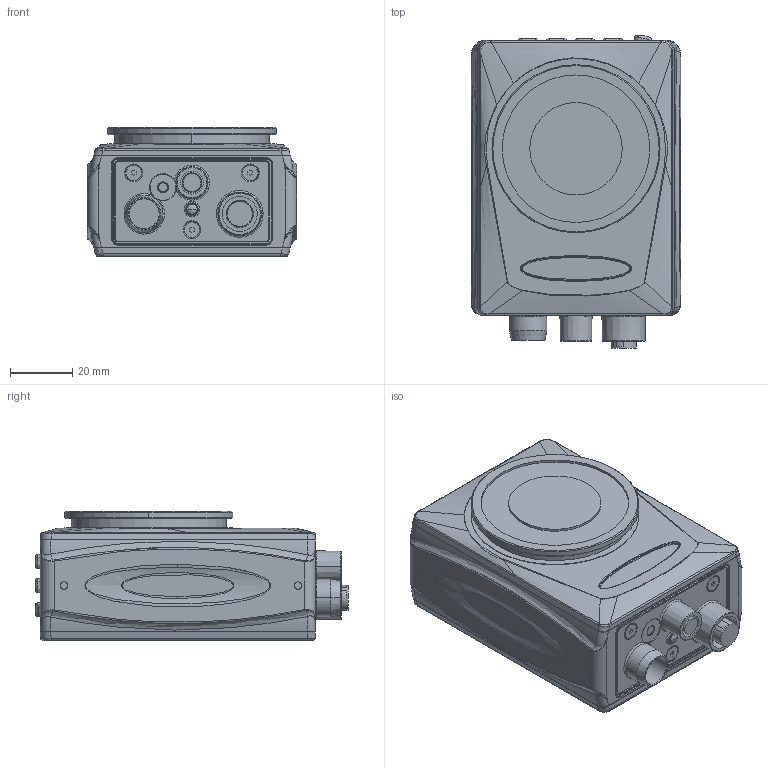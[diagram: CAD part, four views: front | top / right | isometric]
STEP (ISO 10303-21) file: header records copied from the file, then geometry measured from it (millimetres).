
FILE_DESCRIPTION((''),'2;1');
FILE_NAME('191628_SM01_ASM','2020-09-21T11:54:06',('PDMAdmin'),('BANNER ENGINEERING'),'CREO PARAMETRIC BY PTC INC, 2019292','CREO PARAMETRIC BY PTC INC, 2019292','');
FILE_SCHEMA(('CONFIG_CONTROL_DESIGN'));
Products named in the file (2): DEFAULT_REP_SW0006; 191628_SM01_ASM
Assembly tree (1 placements, depth 2):
  191628_SM01_ASM
    DEFAULT_REP_SW0006
Bounding box: 67 x 100.2 x 41.4 mm (x, y, z)
Volume: 215989.8 mm3; surface area: 29141.2 mm2
Topology: 1 solids, 1 shells, 871 faces, 2217 edges, 1403 vertices
Faces by surface type: plane 282, cylinder 235, bspline 208, cone 68, torus 62, extrusion 14, sphere 2
Entity records: 43879 total; most frequent: CARTESIAN_POINT 23660, ORIENTED_EDGE 4430, DIRECTION 3967, EDGE_CURVE 2215, AXIS2_PLACEMENT_3D 1509, VERTEX_POINT 1403, EDGE_LOOP 954, VECTOR 949
